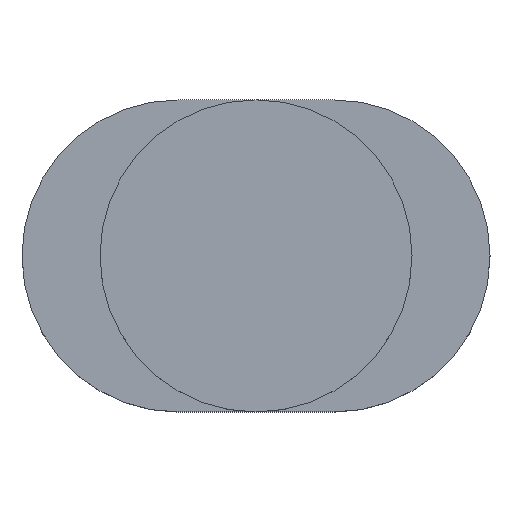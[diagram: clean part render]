
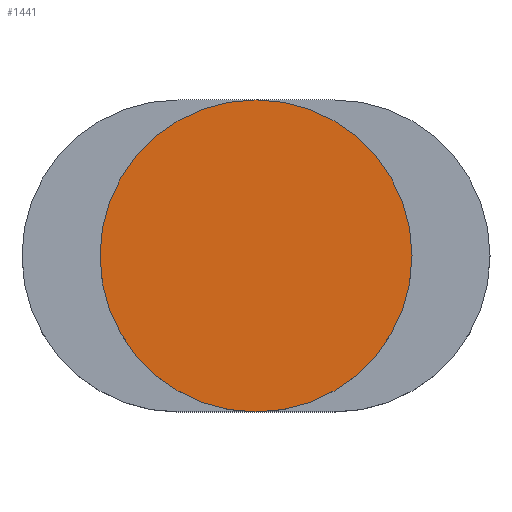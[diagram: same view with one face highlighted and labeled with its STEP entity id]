
A CAD part, top view. The second image highlights one B-rep face of the part: STEP entity #1441.
In plain terms, the highlighted planar face has unit normal (0, 0, 1).
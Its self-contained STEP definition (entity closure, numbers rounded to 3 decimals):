
#1276=CARTESIAN_POINT('',(0.,0.,3.3));
#1277=DIRECTION('',(0.,0.,1.));
#1278=DIRECTION('',(1.,0.,0.));
#1279=AXIS2_PLACEMENT_3D('',#1276,#1277,#1278);
#1281=CARTESIAN_POINT('',(0.,0.,3.3));
#1282=DIRECTION('',(0.,0.,1.));
#1283=DIRECTION('',(-1.,0.,0.));
#1284=AXIS2_PLACEMENT_3D('',#1281,#1282,#1283);
#1310=CARTESIAN_POINT('',(5.,0.,3.3));
#1311=CARTESIAN_POINT('',(-5.,0.,3.3));
#1312=VERTEX_POINT('',#1310);
#1313=VERTEX_POINT('',#1311);
#1432=CARTESIAN_POINT('',(0.,0.,3.3));
#1433=DIRECTION('',(0.,0.,1.));
#1434=DIRECTION('',(1.,0.,0.));
#1435=AXIS2_PLACEMENT_3D('',#1432,#1433,#1434);
#1436=PLANE('',#1435);
#1437=ORIENTED_EDGE('',*,*,#1410,.F.);
#1438=ORIENTED_EDGE('',*,*,#1425,.F.);
#1439=EDGE_LOOP('',(#1437,#1438));
#1440=FACE_OUTER_BOUND('',#1439,.F.);
#1280=CIRCLE('',#1279,5.);
#1285=CIRCLE('',#1284,5.);
#1410=EDGE_CURVE('',#1312,#1313,#1280,.T.);
#1425=EDGE_CURVE('',#1313,#1312,#1285,.T.);
#1441=ADVANCED_FACE('',(#1440),#1436,.T.);
